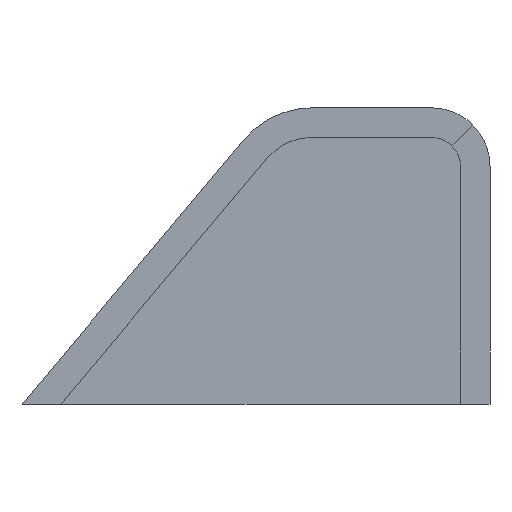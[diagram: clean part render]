
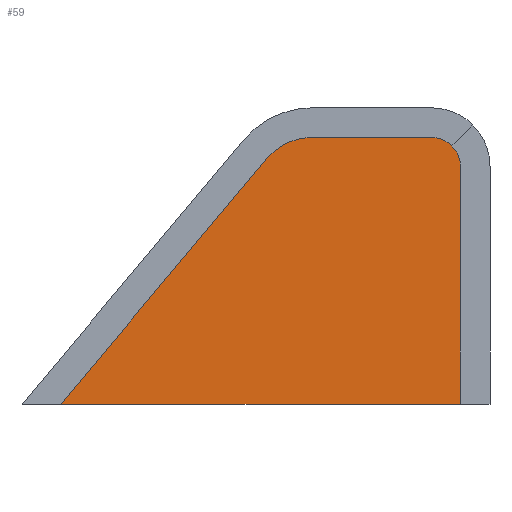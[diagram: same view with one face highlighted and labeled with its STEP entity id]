
A CAD part, top view. The second image highlights one B-rep face of the part: STEP entity #59.
In plain terms, the highlighted planar face has unit normal (0, 0, 1).
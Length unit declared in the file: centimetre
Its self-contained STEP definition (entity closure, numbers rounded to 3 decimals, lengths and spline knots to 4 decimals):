
#1 = DIRECTION ( 'NONE',  ( 1., 0., 0. ) ) ;
#2 = AXIS2_PLACEMENT_3D ( 'NONE', #15, #197, #82 ) ;
#5 = VERTEX_POINT ( 'NONE', #72 ) ;
#7 = EDGE_LOOP ( 'NONE', ( #131, #162, #163, #60, #102, #145, #175 ) ) ;
#9 = VERTEX_POINT ( 'NONE', #147 ) ;
#15 = CARTESIAN_POINT ( 'NONE',  ( 0.6908, 0.4013, 0. ) ) ;
#17 = CARTESIAN_POINT ( 'NONE',  ( 0.7395, 0.4013, 0. ) ) ;
#28 = CIRCLE ( 'NONE', #76, 0.0487 ) ;
#30 = LINE ( 'NONE', #169, #157 ) ;
#34 = PLANE ( 'NONE',  #2 ) ;
#38 = EDGE_CURVE ( 'NONE', #87, #91, #193, .T. ) ;
#39 = VERTEX_POINT ( 'NONE', #194 ) ;
#42 = CARTESIAN_POINT ( 'NONE',  ( 0.5213, 0.5435, 0. ) ) ;
#51 = CARTESIAN_POINT ( 'NONE',  ( 0., 0., 0. ) ) ;
#58 = VERTEX_POINT ( 'NONE', #144 ) ;
#59 = ADVANCED_FACE ( 'NONE', ( #116 ), #34, .T. ) ;
#60 = ORIENTED_EDGE ( 'NONE', *, *, #86, .F. ) ;
#62 = DIRECTION ( 'NONE',  ( 1., 0., 0. ) ) ;
#64 = CARTESIAN_POINT ( 'NONE',  ( 0.0653, 0., 0. ) ) ;
#72 = CARTESIAN_POINT ( 'NONE',  ( 0.4895, 0.45, 0. ) ) ;
#76 = AXIS2_PLACEMENT_3D ( 'NONE', #124, #165, #62 ) ;
#78 = DIRECTION ( 'NONE',  ( 1., 0., 0. ) ) ;
#79 = DIRECTION ( 'NONE',  ( 0., 0., -1. ) ) ;
#82 = DIRECTION ( 'NONE',  ( 1., 0., 0. ) ) ;
#83 = CIRCLE ( 'NONE', #172, 0.1 ) ;
#86 = EDGE_CURVE ( 'NONE', #9, #39, #143, .T. ) ;
#87 = VERTEX_POINT ( 'NONE', #64 ) ;
#90 = AXIS2_PLACEMENT_3D ( 'NONE', #111, #79, #78 ) ;
#91 = VERTEX_POINT ( 'NONE', #182 ) ;
#92 = DIRECTION ( 'NONE',  ( 1., 0., 0. ) ) ;
#98 = VECTOR ( 'NONE', #92, 100. ) ;
#99 = VERTEX_POINT ( 'NONE', #140 ) ;
#102 = ORIENTED_EDGE ( 'NONE', *, *, #177, .F. ) ;
#107 = DIRECTION ( 'NONE',  ( 1., 0., 0. ) ) ;
#111 = CARTESIAN_POINT ( 'NONE',  ( 0.6908, 0.4013, 0. ) ) ;
#116 = FACE_OUTER_BOUND ( 'NONE', #7, .T. ) ;
#121 = VECTOR ( 'NONE', #149, 100. ) ;
#122 = EDGE_CURVE ( 'NONE', #91, #5, #83, .T. ) ;
#124 = CARTESIAN_POINT ( 'NONE',  ( 0.6908, 0.4013, 0. ) ) ;
#126 = DIRECTION ( 'NONE',  ( 0., -1., 0. ) ) ;
#128 = LINE ( 'NONE', #17, #186 ) ;
#131 = ORIENTED_EDGE ( 'NONE', *, *, #38, .F. ) ;
#137 = DIRECTION ( 'NONE',  ( 0., 0., -1. ) ) ;
#140 = CARTESIAN_POINT ( 'NONE',  ( 0.7395, 0., 0. ) ) ;
#143 = CIRCLE ( 'NONE', #90, 0.0487 ) ;
#144 = CARTESIAN_POINT ( 'NONE',  ( 0.6908, 0.45, 0. ) ) ;
#145 = ORIENTED_EDGE ( 'NONE', *, *, #160, .F. ) ;
#147 = CARTESIAN_POINT ( 'NONE',  ( 0.7252, 0.4357, 0. ) ) ;
#149 = DIRECTION ( 'NONE',  ( 0.643, 0.766, 0. ) ) ;
#153 = CARTESIAN_POINT ( 'NONE',  ( 0.4895, 0.35, 0. ) ) ;
#157 = VECTOR ( 'NONE', #1, 100. ) ;
#160 = EDGE_CURVE ( 'NONE', #5, #58, #30, .T. ) ;
#162 = ORIENTED_EDGE ( 'NONE', *, *, #189, .T. ) ;
#163 = ORIENTED_EDGE ( 'NONE', *, *, #184, .F. ) ;
#165 = DIRECTION ( 'NONE',  ( 0., 0., -1. ) ) ;
#169 = CARTESIAN_POINT ( 'NONE',  ( 0.6908, 0.45, 0. ) ) ;
#172 = AXIS2_PLACEMENT_3D ( 'NONE', #153, #137, #107 ) ;
#175 = ORIENTED_EDGE ( 'NONE', *, *, #122, .F. ) ;
#177 = EDGE_CURVE ( 'NONE', #58, #9, #28, .T. ) ;
#182 = CARTESIAN_POINT ( 'NONE',  ( 0.4129, 0.4143, 0. ) ) ;
#184 = EDGE_CURVE ( 'NONE', #39, #99, #128, .T. ) ;
#186 = VECTOR ( 'NONE', #126, 100. ) ;
#187 = LINE ( 'NONE', #51, #98 ) ;
#189 = EDGE_CURVE ( 'NONE', #87, #99, #187, .T. ) ;
#193 = LINE ( 'NONE', #42, #121 ) ;
#194 = CARTESIAN_POINT ( 'NONE',  ( 0.7395, 0.4013, 0. ) ) ;
#197 = DIRECTION ( 'NONE',  ( 0., 0., 1. ) ) ;
